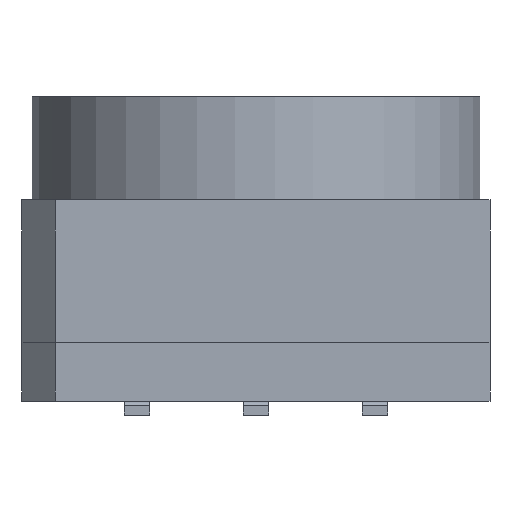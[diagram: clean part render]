
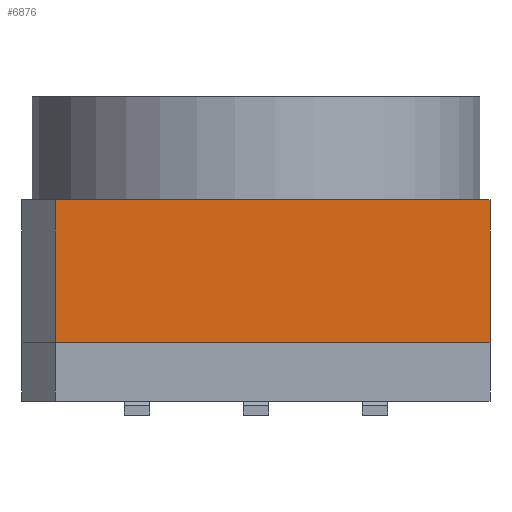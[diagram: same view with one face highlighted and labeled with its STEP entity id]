
A CAD part, left-side view. The second image highlights one B-rep face of the part: STEP entity #6876.
In plain terms, the highlighted planar face has unit normal (-1, 0, 0).
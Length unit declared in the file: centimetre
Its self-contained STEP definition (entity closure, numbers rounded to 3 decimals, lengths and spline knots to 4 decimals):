
#488=FACE_OUTER_BOUND('',#889,.T.);
#889=EDGE_LOOP('',(#4894,#4895,#4896,#4897));
#1358=LINE('',#9181,#2123);
#1416=LINE('',#9306,#2181);
#1419=LINE('',#9312,#2184);
#1426=LINE('',#9327,#2191);
#2123=VECTOR('',#7777,1.);
#2181=VECTOR('',#7889,1.);
#2184=VECTOR('',#7894,1.);
#2191=VECTOR('',#7905,1.);
#2895=VERTEX_POINT('',#9171);
#2898=VERTEX_POINT('',#9179);
#2938=VERTEX_POINT('',#9305);
#2940=VERTEX_POINT('',#9311);
#3617=EDGE_CURVE('',#2895,#2898,#1358,.T.);
#3678=EDGE_CURVE('',#2938,#2895,#1416,.T.);
#3681=EDGE_CURVE('',#2940,#2938,#1419,.T.);
#3689=EDGE_CURVE('',#2940,#2898,#1426,.T.);
#4894=ORIENTED_EDGE('',*,*,#3678,.T.);
#4895=ORIENTED_EDGE('',*,*,#3617,.T.);
#4896=ORIENTED_EDGE('',*,*,#3689,.F.);
#4897=ORIENTED_EDGE('',*,*,#3681,.T.);
#6595=PLANE('',#7311);
#6876=ADVANCED_FACE('',(#488),#6595,.T.);
#7311=AXIS2_PLACEMENT_3D('',#9326,#7903,#7904);
#7777=DIRECTION('',(0.,-1.,0.));
#7889=DIRECTION('',(0.,0.,-1.));
#7894=DIRECTION('',(0.,1.,0.));
#7903=DIRECTION('center_axis',(-1.,0.,0.));
#7904=DIRECTION('ref_axis',(0.,0.,
1.));
#7905=DIRECTION('',(0.,0.,-1.));
#9171=CARTESIAN_POINT('',(-0.5,0.4293,-0.1525));
#9179=CARTESIAN_POINT('',(-0.5,-0.5,-0.1525));
#9181=CARTESIAN_POINT('',(-0.5,0.5,-0.1525));
#9305=CARTESIAN_POINT('',(-0.5,0.4293,0.1525));
#9306=CARTESIAN_POINT('',(-0.5,0.4293,0.0763));
#9311=CARTESIAN_POINT('',(-0.5,-0.5,0.1525));
#9312=CARTESIAN_POINT('',(-0.5,0.5,0.1525));
#9326=CARTESIAN_POINT('Origin',(-0.5,-0.5,0.));
#9327=CARTESIAN_POINT('',(-0.5,-0.5,0.));
